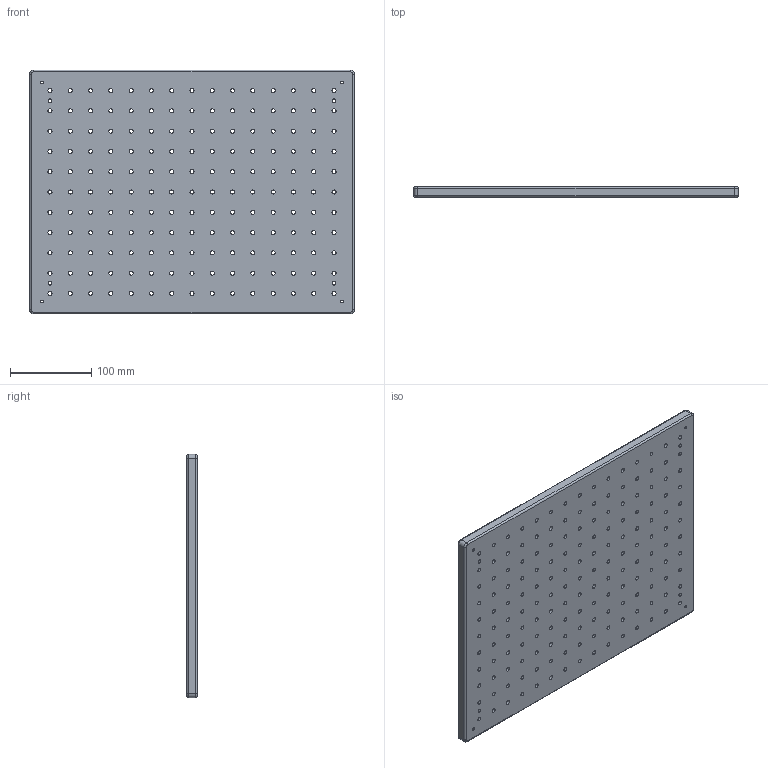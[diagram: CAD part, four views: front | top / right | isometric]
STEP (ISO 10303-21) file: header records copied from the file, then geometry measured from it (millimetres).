
FILE_DESCRIPTION (( 'STEP AP203' ), '1' );
FILE_NAME ('BR0304-1M.STEP', '2016-05-19T08:47:29', ( '' ), ( '' ), 'SwSTEP 2.0', 'SolidWorks 2016', '' );
FILE_SCHEMA (( 'CONFIG_CONTROL_DESIGN' ));
Length unit declared in the file: millimetre
Products named in the file (1): BR0304-1M
Bounding box: 400 x 13 x 300 mm (x, y, z)
Volume: 1513123.6 mm3; surface area: 284209.6 mm2
Topology: 1 solids, 1 shells, 384 faces, 1118 edges, 740 vertices
Faces by surface type: cylinder 366, plane 10, torus 8
Entity records: 13903 total; most frequent: DIRECTION 2628, CARTESIAN_POINT 2243, ORIENTED_EDGE 2236, AXIS2_PLACEMENT_3D 1125, EDGE_CURVE 1118, CIRCLE 740, VERTEX_POINT 740, EDGE_LOOP 734
